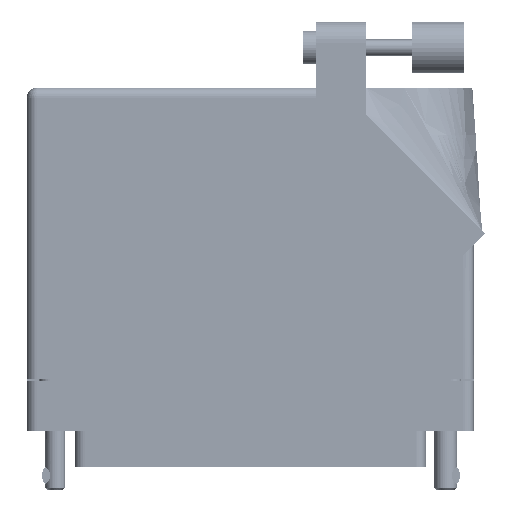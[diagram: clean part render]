
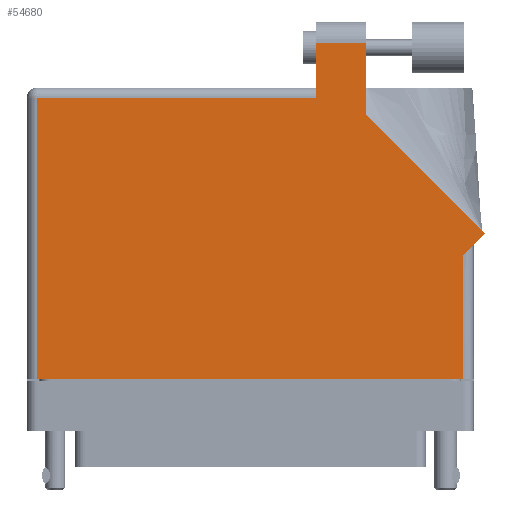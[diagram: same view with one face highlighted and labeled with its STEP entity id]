
A CAD part, front view. The second image highlights one B-rep face of the part: STEP entity #54680.
In plain terms, the highlighted face is planar.
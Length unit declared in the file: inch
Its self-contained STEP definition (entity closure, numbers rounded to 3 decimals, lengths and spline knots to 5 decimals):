
#2334 = DIRECTION ( 'NONE',  ( 1., 0., 0. ) ) ;
#6260 = VECTOR ( 'NONE', #2334, 39.37008 ) ;
#6960 = VECTOR ( 'NONE', #51317, 39.37008 ) ;
#7026 = CARTESIAN_POINT ( 'NONE',  ( 1.297, -0.1, 0.617 ) ) ;
#7436 = LINE ( 'NONE', #54864, #49010 ) ;
#8091 = VECTOR ( 'NONE', #51768, 39.37008 ) ;
#9027 = LINE ( 'NONE', #31737, #6960 ) ;
#9527 = CARTESIAN_POINT ( 'NONE',  ( 0.399, 1.675, 0.617 ) ) ;
#9916 = CARTESIAN_POINT ( 'NONE',  ( 1.297, 0.653, 0.617 ) ) ;
#13098 = EDGE_CURVE ( 'NONE', #33608, #45067, #81315, .T. ) ;
#13603 = EDGE_CURVE ( 'NONE', #81088, #57029, #52820, .T. ) ;
#14953 = EDGE_CURVE ( 'NONE', #78667, #76093, #54635, .T. ) ;
#15884 = CARTESIAN_POINT ( 'NONE',  ( 1.42971, 0.78571, 0.617 ) ) ;
#16034 = CARTESIAN_POINT ( 'NONE',  ( 0.706, 1.50942, 0.617 ) ) ;
#16087 = DIRECTION ( 'NONE',  ( -1., 0., 0. ) ) ;
#18158 = CARTESIAN_POINT ( 'NONE',  ( 0.706, 1.50942, 0.617 ) ) ;
#18405 = ORIENTED_EDGE ( 'NONE', *, *, #13603, .T. ) ;
#18446 = VECTOR ( 'NONE', #29443, 39.37008 ) ;
#20082 = EDGE_CURVE ( 'NONE', #31219, #78667, #7436, .T. ) ;
#21926 = ORIENTED_EDGE ( 'NONE', *, *, #14953, .T. ) ;
#21977 = EDGE_CURVE ( 'NONE', #45067, #81088, #23369, .T. ) ;
#22838 = EDGE_CURVE ( 'NONE', #66922, #47721, #9027, .T. ) ;
#23329 = DIRECTION ( 'NONE',  ( -1., 0., 0. ) ) ;
#23369 = LINE ( 'NONE', #25717, #8091 ) ;
#23562 = FACE_OUTER_BOUND ( 'NONE', #25246, .T. ) ;
#25246 = EDGE_LOOP ( 'NONE', ( #30055, #71521, #21926, #34001, #30601, #78722, #77376, #35084, #18405 ) ) ;
#25717 = CARTESIAN_POINT ( 'NONE',  ( 1.359, 0.715, 0.617 ) ) ;
#28407 = CARTESIAN_POINT ( 'NONE',  ( 1.297, 0.715, 0.617 ) ) ;
#28518 = CARTESIAN_POINT ( 'NONE',  ( 0.399, 1.613, 0.617 ) ) ;
#29443 = DIRECTION ( 'NONE',  ( -0.707, 0.707, 0. ) ) ;
#29698 = PLANE ( 'NONE',  #62436 ) ;
#30055 = ORIENTED_EDGE ( 'NONE', *, *, #34032, .T. ) ;
#30601 = ORIENTED_EDGE ( 'NONE', *, *, #22838, .T. ) ;
#31219 = VERTEX_POINT ( 'NONE', #75020 ) ;
#31737 = CARTESIAN_POINT ( 'NONE',  ( -1.297, -0.1, 0.617 ) ) ;
#33364 = VECTOR ( 'NONE', #23329, 39.37008 ) ;
#33608 = VERTEX_POINT ( 'NONE', #7026 ) ;
#34001 = ORIENTED_EDGE ( 'NONE', *, *, #49516, .T. ) ;
#34032 = EDGE_CURVE ( 'NONE', #57029, #31219, #47442, .T. ) ;
#35084 = ORIENTED_EDGE ( 'NONE', *, *, #21977, .T. ) ;
#36644 = VECTOR ( 'NONE', #80285, 39.37008 ) ;
#37846 = CARTESIAN_POINT ( 'NONE',  ( 1.42971, 0.78571, 0.617 ) ) ;
#41906 = DIRECTION ( 'NONE',  ( 0., 0., -1. ) ) ;
#42185 = DIRECTION ( 'NONE',  ( -1., 0., 0. ) ) ;
#44476 = VECTOR ( 'NONE', #61044, 39.37008 ) ;
#45053 = CARTESIAN_POINT ( 'NONE',  ( 0.399, 1.95, 0.617 ) ) ;
#45067 = VERTEX_POINT ( 'NONE', #9916 ) ;
#45814 = LINE ( 'NONE', #73160, #6260 ) ;
#47442 = LINE ( 'NONE', #18158, #73796 ) ;
#47721 = VERTEX_POINT ( 'NONE', #76385 ) ;
#49010 = VECTOR ( 'NONE', #16087, 39.37008 ) ;
#49516 = EDGE_CURVE ( 'NONE', #76093, #66922, #58715, .T. ) ;
#51317 = DIRECTION ( 'NONE',  ( 0., -1., 0. ) ) ;
#51768 = DIRECTION ( 'NONE',  ( 0.707, 0.707, 0. ) ) ;
#52820 = LINE ( 'NONE', #15884, #18446 ) ;
#54134 = CARTESIAN_POINT ( 'NONE',  ( -1.359, 1.613, 0.617 ) ) ;
#54635 = LINE ( 'NONE', #9527, #44476 ) ;
#54680 = ADVANCED_FACE ( 'NONE', ( #23562 ), #29698, .F. ) ;
#54864 = CARTESIAN_POINT ( 'NONE',  ( 0.399, 1.95, 0.617 ) ) ;
#56873 = EDGE_CURVE ( 'NONE', #47721, #33608, #45814, .T. ) ;
#57029 = VERTEX_POINT ( 'NONE', #16034 ) ;
#58715 = LINE ( 'NONE', #54134, #33364 ) ;
#61044 = DIRECTION ( 'NONE',  ( 0., -1., 0. ) ) ;
#62436 = AXIS2_PLACEMENT_3D ( 'NONE', #80723, #41906, #42185 ) ;
#66922 = VERTEX_POINT ( 'NONE', #77136 ) ;
#71521 = ORIENTED_EDGE ( 'NONE', *, *, #20082, .T. ) ;
#73160 = CARTESIAN_POINT ( 'NONE',  ( -1.359, -0.1, 0.617 ) ) ;
#73796 = VECTOR ( 'NONE', #75893, 39.37008 ) ;
#75020 = CARTESIAN_POINT ( 'NONE',  ( 0.706, 1.95, 0.617 ) ) ;
#75893 = DIRECTION ( 'NONE',  ( 0., 1., 0. ) ) ;
#76093 = VERTEX_POINT ( 'NONE', #28518 ) ;
#76385 = CARTESIAN_POINT ( 'NONE',  ( -1.297, -0.1, 0.617 ) ) ;
#77136 = CARTESIAN_POINT ( 'NONE',  ( -1.297, 1.613, 0.617 ) ) ;
#77376 = ORIENTED_EDGE ( 'NONE', *, *, #13098, .T. ) ;
#78667 = VERTEX_POINT ( 'NONE', #45053 ) ;
#78722 = ORIENTED_EDGE ( 'NONE', *, *, #56873, .T. ) ;
#80285 = DIRECTION ( 'NONE',  ( 0., 1., 0. ) ) ;
#80723 = CARTESIAN_POINT ( 'NONE',  ( -1.359, 1.675, 0.617 ) ) ;
#81088 = VERTEX_POINT ( 'NONE', #37846 ) ;
#81315 = LINE ( 'NONE', #28407, #36644 ) ;
